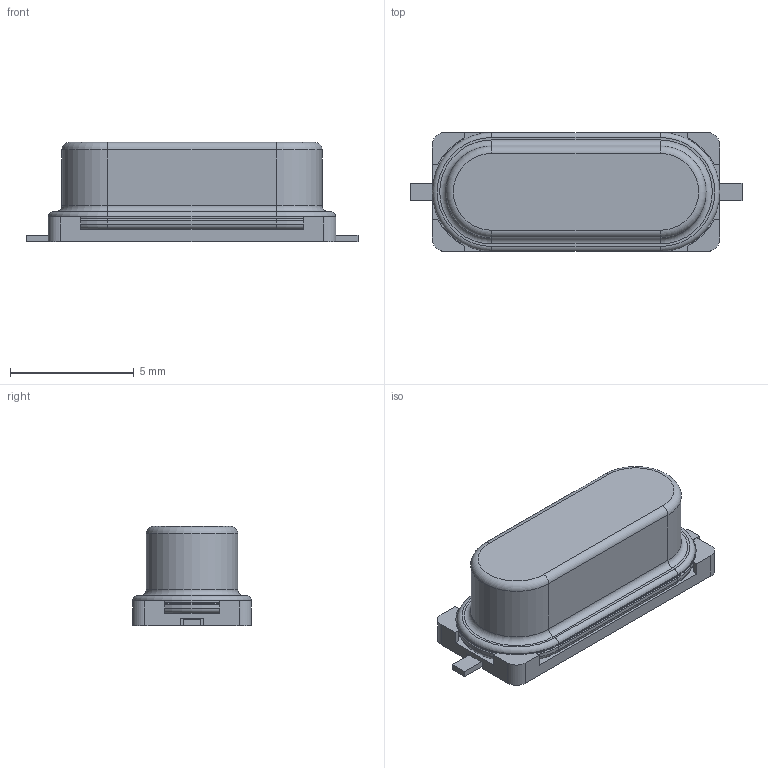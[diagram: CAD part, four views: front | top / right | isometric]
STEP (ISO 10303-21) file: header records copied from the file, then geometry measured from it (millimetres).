
FILE_DESCRIPTION(('STEP AP214'), '1');
FILE_NAME('HC-49SM', '2016-07-15T15:19:22', ('Nobody'), (''), 'ASCON STEP Converter 1.3', 'ASCON Math Kernel', '');
FILE_SCHEMA(('AUTOMOTIVE_DESIGN { 1 0 10303 214 3 1 1}'));
Length unit declared in the file: millimetre
Bounding box: 13.4 x 4.8 x 4 mm (x, y, z)
Volume: 163.7 mm3; surface area: 441.9 mm2
Topology: 5 solids, 5 shells, 101 faces, 249 edges, 161 vertices
Faces by surface type: plane 55, cylinder 32, torus 14
Full cylindrical faces by diameter (mm): 0.45 x2, 0.65 x2, 1.7 x2
Entity records: 3813 total; most frequent: DIRECTION 528, CARTESIAN_POINT 494, ORIENTED_EDGE 466, EDGE_CURVE 233, AXIS2_PLACEMENT_3D 185, LINE 158, VECTOR 158, VERTEX_POINT 151
